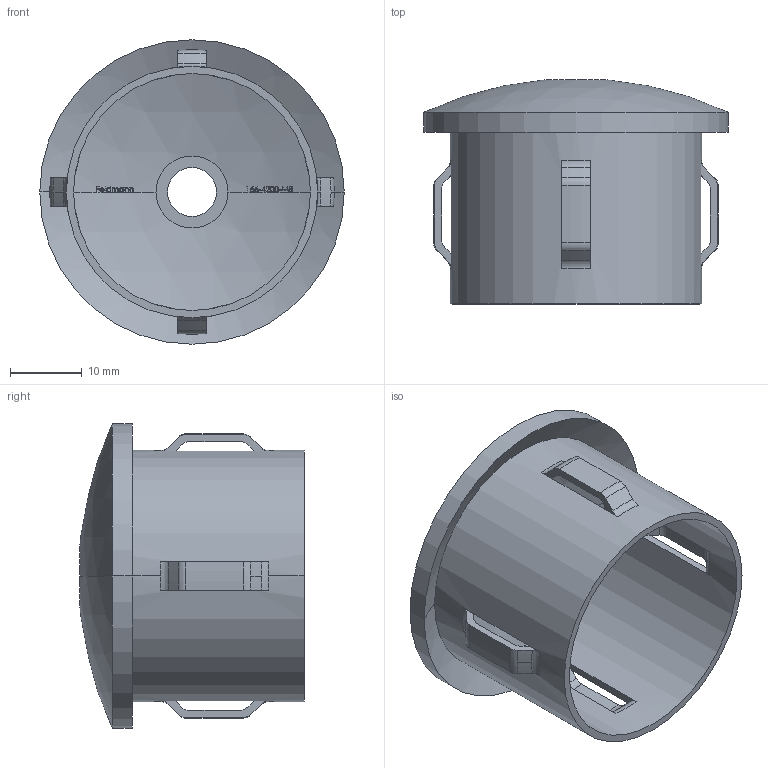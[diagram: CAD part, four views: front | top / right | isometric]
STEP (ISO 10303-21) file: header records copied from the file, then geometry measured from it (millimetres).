
FILE_DESCRIPTION (( 'STEP AP203' ), '1' );
FILE_NAME ('166-4200-M8.step', '2019-09-13T12:02:15', ( '' ), ( '' ), 'SwSTEP 2.0', 'SolidWorks 2015', '' );
FILE_SCHEMA (( 'CONFIG_CONTROL_DESIGN' ));
Length unit declared in the file: millimetre
Products named in the file (1): 166-4200-M8
Bounding box: 42.4 x 31.21 x 42.4 mm (x, y, z)
Volume: 6515 mm3; surface area: 9222.9 mm2
Topology: 1 solids, 1 shells, 364 faces, 1014 edges, 652 vertices
Faces by surface type: plane 124, bspline 107, sphere 51, torus 40, cone 22, cylinder 20
Entity records: 16533 total; most frequent: CARTESIAN_POINT 7793, ORIENTED_EDGE 2028, DIRECTION 1545, EDGE_CURVE 1014, VERTEX_POINT 652, AXIS2_PLACEMENT_3D 631, EDGE_LOOP 382, CIRCLE 373
